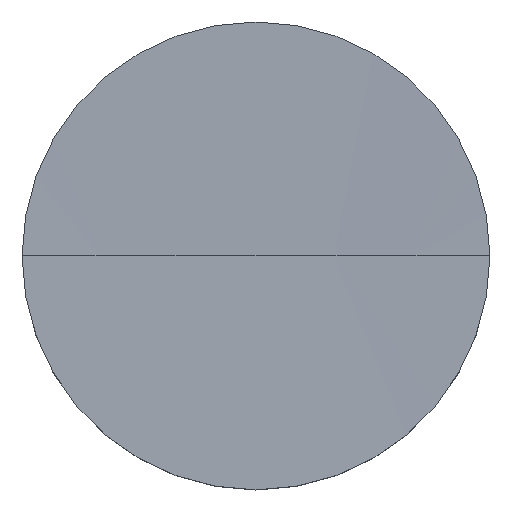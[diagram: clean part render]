
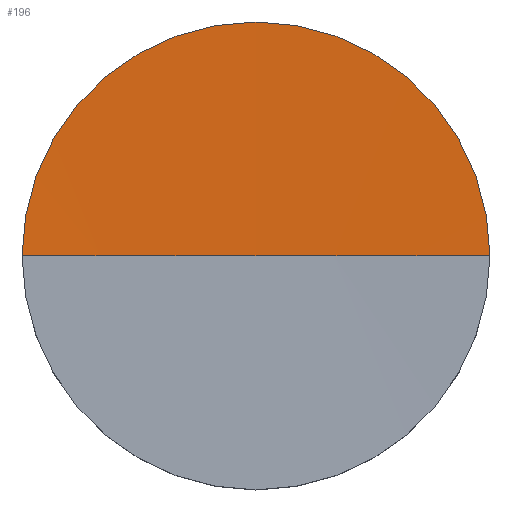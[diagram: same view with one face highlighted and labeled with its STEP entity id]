
A CAD part, top view. The second image highlights one B-rep face of the part: STEP entity #196.
In plain terms, the highlighted spherical face has radius 700 mm.
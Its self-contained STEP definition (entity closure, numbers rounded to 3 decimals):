
#7 = DIRECTION ( 'NONE',  ( 0., 0., -1. ) ) ;
#10 = EDGE_CURVE ( 'NONE', #163, #151, #131, .T. ) ;
#11 = DIRECTION ( 'NONE',  ( 1., 0., 0. ) ) ;
#20 = ORIENTED_EDGE ( 'NONE', *, *, #10, .T. ) ;
#35 = DIRECTION ( 'NONE',  ( 1., 0., 0. ) ) ;
#36 = EDGE_LOOP ( 'NONE', ( #52, #20, #188 ) ) ;
#41 = AXIS2_PLACEMENT_3D ( 'NONE', #107, #183, #153 ) ;
#50 = AXIS2_PLACEMENT_3D ( 'NONE', #134, #166, #11 ) ;
#52 = ORIENTED_EDGE ( 'NONE', *, *, #133, .F. ) ;
#62 = AXIS2_PLACEMENT_3D ( 'NONE', #68, #7, #35 ) ;
#65 = DIRECTION ( 'NONE',  ( 0., 0., 1. ) ) ;
#68 = CARTESIAN_POINT ( 'NONE',  ( 0., 0., 6. ) ) ;
#70 = CARTESIAN_POINT ( 'NONE',  ( 0., 0., 705.885 ) ) ;
#74 = EDGE_CURVE ( 'NONE', #145, #151, #125, .T. ) ;
#83 = CARTESIAN_POINT ( 'NONE',  ( 12.7, 0., 6. ) ) ;
#86 = FACE_OUTER_BOUND ( 'NONE', #36, .T. ) ;
#105 = SPHERICAL_SURFACE ( 'NONE', #50, 700. ) ;
#107 = CARTESIAN_POINT ( 'NONE',  ( 0., 0., 705.885 ) ) ;
#117 = CARTESIAN_POINT ( 'NONE',  ( -12.7, 0., 6. ) ) ;
#125 = CIRCLE ( 'NONE', #142, 700. ) ;
#129 = DIRECTION ( 'NONE',  ( 0., 1., 0. ) ) ;
#131 = CIRCLE ( 'NONE', #41, 700. ) ;
#133 = EDGE_CURVE ( 'NONE', #163, #145, #149, .T. ) ;
#134 = CARTESIAN_POINT ( 'NONE',  ( 0., 0., 705.885 ) ) ;
#142 = AXIS2_PLACEMENT_3D ( 'NONE', #70, #129, #65 ) ;
#145 = VERTEX_POINT ( 'NONE', #83 ) ;
#149 = CIRCLE ( 'NONE', #62, 12.7 ) ;
#151 = VERTEX_POINT ( 'NONE', #159 ) ;
#153 = DIRECTION ( 'NONE',  ( 1., 0., 0. ) ) ;
#159 = CARTESIAN_POINT ( 'NONE',  ( 0., 0., 5.885 ) ) ;
#163 = VERTEX_POINT ( 'NONE', #117 ) ;
#166 = DIRECTION ( 'NONE',  ( 0., -1., 0. ) ) ;
#183 = DIRECTION ( 'NONE',  ( 0., -1., 0. ) ) ;
#188 = ORIENTED_EDGE ( 'NONE', *, *, #74, .F. ) ;
#196 = ADVANCED_FACE ( 'NONE', ( #86 ), #105, .F. ) ;
